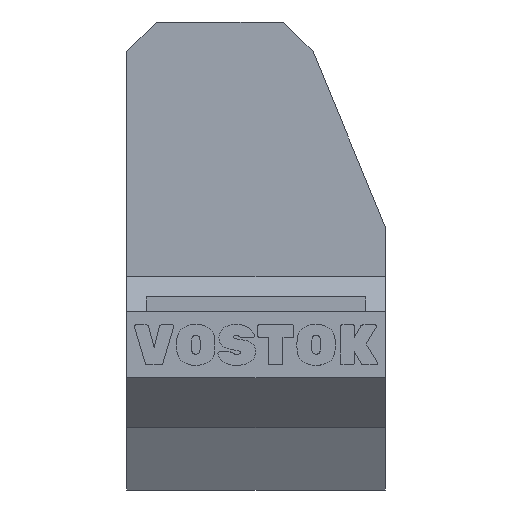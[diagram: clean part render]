
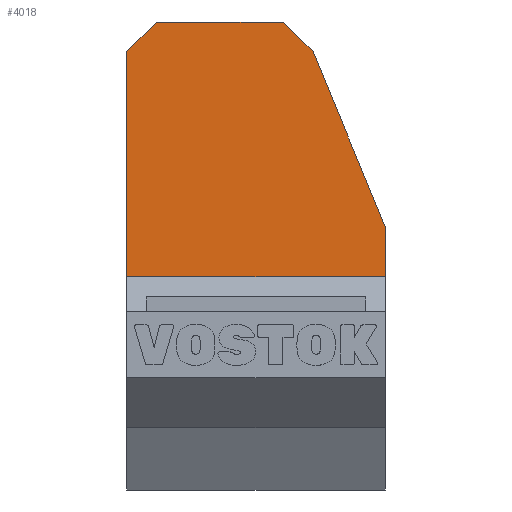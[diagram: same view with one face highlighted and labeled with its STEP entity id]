
A CAD part, front view. The second image highlights one B-rep face of the part: STEP entity #4018.
In plain terms, the highlighted planar face has unit normal (0, -1, 0).
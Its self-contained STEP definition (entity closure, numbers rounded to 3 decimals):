
#483=FACE_OUTER_BOUND('',#713,.T.);
#713=EDGE_LOOP('',(#2683,#2684,#2685,#2686,#2687,#2688,#2689));
#968=LINE('',#4877,#1295);
#969=LINE('',#4879,#1296);
#970=LINE('',#4881,#1297);
#971=LINE('',#4883,#1298);
#972=LINE('',#4885,#1299);
#973=LINE('',#4887,#1300);
#974=LINE('',#4888,#1301);
#1295=VECTOR('',#4368,10.);
#1296=VECTOR('',#4369,10.);
#1297=VECTOR('',#4370,10.);
#1298=VECTOR('',#4371,10.);
#1299=VECTOR('',#4372,10.);
#1300=VECTOR('',#4373,10.);
#1301=VECTOR('',#4374,10.);
#1625=VERTEX_POINT('',#4875);
#1626=VERTEX_POINT('',#4876);
#1627=VERTEX_POINT('',#4878);
#1628=VERTEX_POINT('',#4880);
#1629=VERTEX_POINT('',#4882);
#1630=VERTEX_POINT('',#4884);
#1631=VERTEX_POINT('',#4886);
#2047=EDGE_CURVE('',#1625,#1626,#968,.T.);
#2048=EDGE_CURVE('',#1627,#1625,#969,.T.);
#2049=EDGE_CURVE('',#1628,#1627,#970,.T.);
#2050=EDGE_CURVE('',#1629,#1628,#971,.T.);
#2051=EDGE_CURVE('',#1629,#1630,#972,.T.);
#2052=EDGE_CURVE('',#1630,#1631,#973,.T.);
#2053=EDGE_CURVE('',#1631,#1626,#974,.T.);
#2683=ORIENTED_EDGE('',*,*,#2047,.F.);
#2684=ORIENTED_EDGE('',*,*,#2048,.F.);
#2685=ORIENTED_EDGE('',*,*,#2049,.F.);
#2686=ORIENTED_EDGE('',*,*,#2050,.F.);
#2687=ORIENTED_EDGE('',*,*,#2051,.T.);
#2688=ORIENTED_EDGE('',*,*,#2052,.T.);
#2689=ORIENTED_EDGE('',*,*,#2053,.T.);
#3944=PLANE('',#4264);
#4018=ADVANCED_FACE('',(#483),#3944,.F.);
#4264=AXIS2_PLACEMENT_3D('',#4874,#4366,#4367);
#4366=DIRECTION('center_axis',(0.,1.,0.));
#4367=DIRECTION('ref_axis',(0.,0.,
1.));
#4368=DIRECTION('',(0.,0.,-1.));
#4369=DIRECTION('',(0.381,0.,-0.924));
#4370=DIRECTION('',(0.707,0.,-0.707));
#4371=DIRECTION('',(1.,0.,0.));
#4372=DIRECTION('',(-0.707,0.,-0.707));
#4373=DIRECTION('',(0.,0.,-1.));
#4374=DIRECTION('',(1.,0.,0.));
#4874=CARTESIAN_POINT('Origin',(-5.5,-39.29,-8.25));
#4875=CARTESIAN_POINT('',(20.5,-39.29,-3.25));
#4876=CARTESIAN_POINT('',(20.5,-39.29,-8.25));
#4877=CARTESIAN_POINT('',(20.5,-39.29,-14.475));
#4878=CARTESIAN_POINT('',(13.241,-39.29,14.35));
#4879=CARTESIAN_POINT('',(17.993,-39.29,2.828));
#4880=CARTESIAN_POINT('',(10.241,-39.29,17.35));
#4881=CARTESIAN_POINT('',(10.581,-39.29,17.01));
#4882=CARTESIAN_POINT('',(-2.5,-39.29,17.35));
#4883=CARTESIAN_POINT('',(-5.5,-39.29,17.35));
#4884=CARTESIAN_POINT('',(-5.5,-39.29,14.35));
#4885=CARTESIAN_POINT('',(-8.275,-39.29,11.575));
#4886=CARTESIAN_POINT('',(-5.5,-39.29,-8.25));
#4887=CARTESIAN_POINT('',(-5.5,-39.29,8.85));
#4888=CARTESIAN_POINT('',(-5.5,-39.29,-8.25));
